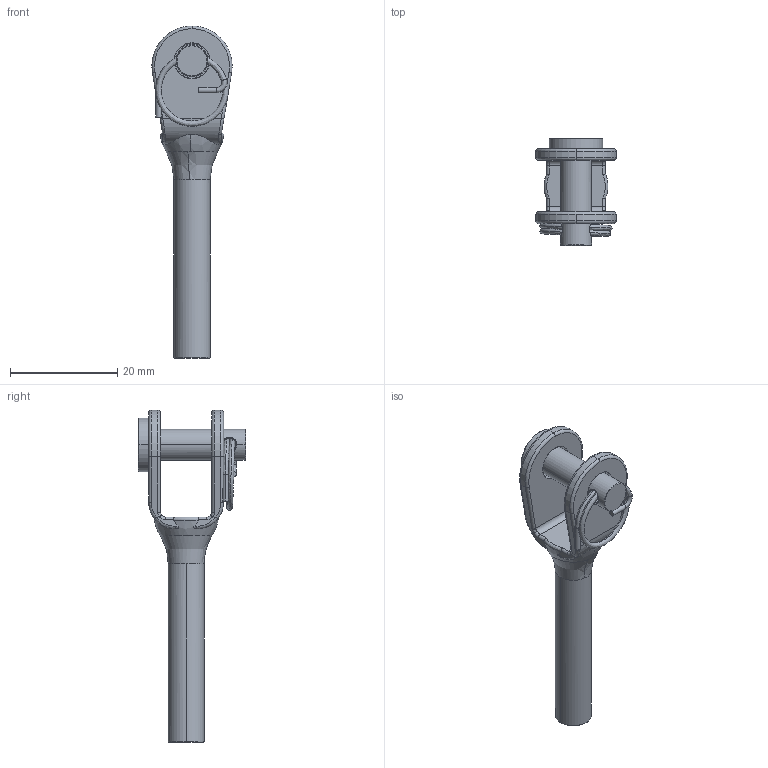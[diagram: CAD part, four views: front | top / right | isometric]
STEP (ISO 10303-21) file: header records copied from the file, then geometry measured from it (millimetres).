
FILE_DESCRIPTION (( 'STEP AP203' ), '1' );
FILE_NAME ('101200404.STEP', '2018-03-14T13:57:38', ( '' ), ( '' ), 'SwSTEP 2.0', 'SolidWorks 2015', '' );
FILE_SCHEMA (( 'CONFIG_CONTROL_DESIGN' ));
Length unit declared in the file: millimetre
Products named in the file (4): 101200X0X Teil3_101200303 Teil3; 101200X0X Teil1_101200404 Teil1; 101200X0X Teil2_101200404 Teil2; 101200404
Assembly tree (3 placements, depth 2):
  101200404
    101200X0X Teil1_101200404 Teil1
    101200X0X Teil2_101200404 Teil2
    101200X0X Teil3_101200303 Teil3
Bounding box: 15 x 20 x 62 mm (x, y, z)
Volume: 2947.3 mm3; surface area: 3469.9 mm2
Topology: 3 solids, 3 shells, 346 faces, 912 edges, 581 vertices
Faces by surface type: plane 118, bspline 112, cylinder 81, torus 33, cone 2
Entity records: 19407 total; most frequent: CARTESIAN_POINT 11286, ORIENTED_EDGE 1824, DIRECTION 1292, EDGE_CURVE 912, VERTEX_POINT 581, AXIS2_PLACEMENT_3D 460, VECTOR 372, LINE 372
